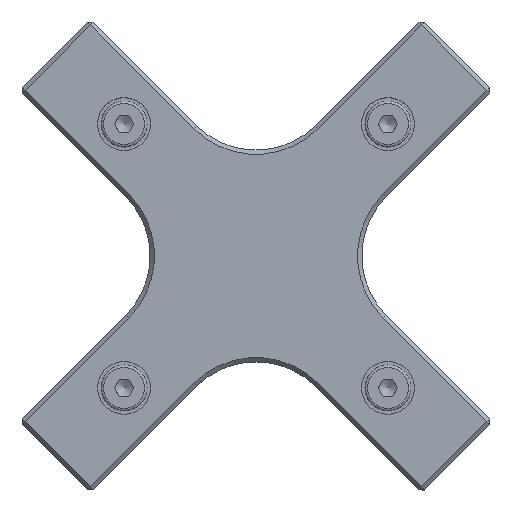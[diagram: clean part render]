
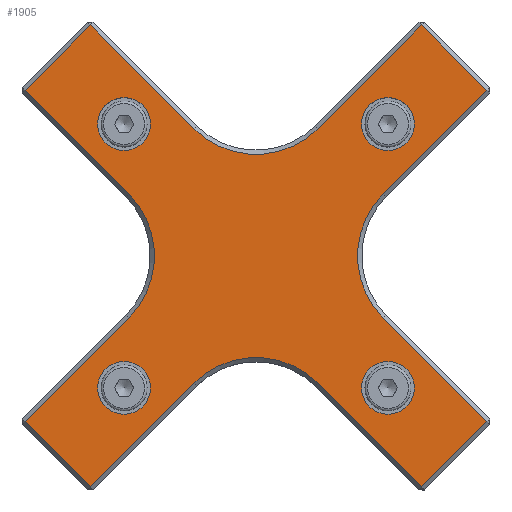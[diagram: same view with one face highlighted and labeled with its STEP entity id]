
A CAD part, top view. The second image highlights one B-rep face of the part: STEP entity #1905.
In plain terms, the highlighted planar face has unit normal (0, 0, 1).
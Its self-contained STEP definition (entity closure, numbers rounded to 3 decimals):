
#86=FACE_BOUND('',#385,.T.);
#87=FACE_BOUND('',#386,.T.);
#88=FACE_BOUND('',#387,.T.);
#89=FACE_BOUND('',#388,.T.);
#160=PLANE('',#2156);
#261=FACE_OUTER_BOUND('',#384,.T.);
#384=EDGE_LOOP('',(#1637,#1638,#1639,#1640,#1641,#1642,#1643,#1644,#1645,
#1646,#1647,#1648,#1649,#1650,#1651,#1652));
#385=EDGE_LOOP('',(#1653,#1654));
#386=EDGE_LOOP('',(#1655,#1656));
#387=EDGE_LOOP('',(#1657,#1658));
#388=EDGE_LOOP('',(#1659,#1660));
#451=CIRCLE('',#2068,3.15);
#452=CIRCLE('',#2069,3.15);
#456=CIRCLE('',#2076,3.15);
#457=CIRCLE('',#2077,3.15);
#461=CIRCLE('',#2084,3.15);
#462=CIRCLE('',#2085,3.15);
#466=CIRCLE('',#2092,3.15);
#467=CIRCLE('',#2093,3.15);
#468=CIRCLE('',#2121,10.5);
#469=CIRCLE('',#2129,10.5);
#471=CIRCLE('',#2138,10.5);
#473=CIRCLE('',#2146,10.5);
#612=LINE('',#3139,#787);
#614=LINE('',#3145,#789);
#615=LINE('',#3147,#790);
#621=LINE('',#3158,#796);
#624=LINE('',#3165,#799);
#625=LINE('',#3167,#800);
#630=LINE('',#3175,#805);
#633=LINE('',#3181,#808);
#637=LINE('',#3191,#812);
#643=LINE('',#3203,#818);
#646=LINE('',#3211,#821);
#647=LINE('',#3213,#822);
#787=VECTOR('',#2541,10.);
#789=VECTOR('',#2549,10.);
#790=VECTOR('',#2552,10.);
#796=VECTOR('',#2566,10.);
#799=VECTOR('',#2575,10.);
#800=VECTOR('',#2578,10.);
#805=VECTOR('',#2589,10.);
#808=VECTOR('',#2594,10.);
#812=VECTOR('',#2606,10.);
#818=VECTOR('',#2620,10.);
#821=VECTOR('',#2631,10.);
#822=VECTOR('',#2634,10.);
#913=VERTEX_POINT('',#2977);
#914=VERTEX_POINT('',#2978);
#918=VERTEX_POINT('',#2992);
#919=VERTEX_POINT('',#2993);
#923=VERTEX_POINT('',#3007);
#924=VERTEX_POINT('',#3008);
#928=VERTEX_POINT('',#3022);
#929=VERTEX_POINT('',#3023);
#931=VERTEX_POINT('',#3031);
#936=VERTEX_POINT('',#3044);
#938=VERTEX_POINT('',#3050);
#943=VERTEX_POINT('',#3067);
#946=VERTEX_POINT('',#3074);
#952=VERTEX_POINT('',#3097);
#954=VERTEX_POINT('',#3103);
#959=VERTEX_POINT('',#3121);
#961=VERTEX_POINT('',#3137);
#962=VERTEX_POINT('',#3141);
#963=VERTEX_POINT('',#3156);
#964=VERTEX_POINT('',#3161);
#966=VERTEX_POINT('',#3179);
#968=VERTEX_POINT('',#3186);
#970=VERTEX_POINT('',#3201);
#971=VERTEX_POINT('',#3207);
#1091=EDGE_CURVE('',#913,#914,#451,.T.);
#1092=EDGE_CURVE('',#914,#913,#452,.T.);
#1098=EDGE_CURVE('',#918,#919,#456,.T.);
#1099=EDGE_CURVE('',#919,#918,#457,.T.);
#1105=EDGE_CURVE('',#923,#924,#461,.T.);
#1106=EDGE_CURVE('',#924,#923,#462,.T.);
#1112=EDGE_CURVE('',#928,#929,#466,.T.);
#1113=EDGE_CURVE('',#929,#928,#467,.T.);
#1169=EDGE_CURVE('',#961,#959,#612,.T.);
#1171=EDGE_CURVE('',#962,#961,#468,.T.);
#1172=EDGE_CURVE('',#952,#962,#614,.T.);
#1173=EDGE_CURVE('',#959,#954,#615,.T.);
#1179=EDGE_CURVE('',#963,#946,#621,.T.);
#1182=EDGE_CURVE('',#964,#963,#469,.T.);
#1183=EDGE_CURVE('',#954,#964,#624,.T.);
#1184=EDGE_CURVE('',#943,#952,#625,.T.);
#1189=EDGE_CURVE('',#946,#938,#630,.T.);
#1192=EDGE_CURVE('',#966,#943,#633,.T.);
#1196=EDGE_CURVE('',#968,#966,#471,.T.);
#1198=EDGE_CURVE('',#936,#968,#637,.T.);
#1204=EDGE_CURVE('',#970,#931,#643,.T.);
#1208=EDGE_CURVE('',#971,#970,#473,.T.);
#1209=EDGE_CURVE('',#938,#971,#646,.T.);
#1210=EDGE_CURVE('',#931,#936,#647,.T.);
#1637=ORIENTED_EDGE('',*,*,#1204,.F.);
#1638=ORIENTED_EDGE('',*,*,#1208,.F.);
#1639=ORIENTED_EDGE('',*,*,#1209,.F.);
#1640=ORIENTED_EDGE('',*,*,#1189,.F.);
#1641=ORIENTED_EDGE('',*,*,#1179,.F.);
#1642=ORIENTED_EDGE('',*,*,#1182,.F.);
#1643=ORIENTED_EDGE('',*,*,#1183,.F.);
#1644=ORIENTED_EDGE('',*,*,#1173,.F.);
#1645=ORIENTED_EDGE('',*,*,#1169,.F.);
#1646=ORIENTED_EDGE('',*,*,#1171,.F.);
#1647=ORIENTED_EDGE('',*,*,#1172,.F.);
#1648=ORIENTED_EDGE('',*,*,#1184,.F.);
#1649=ORIENTED_EDGE('',*,*,#1192,.F.);
#1650=ORIENTED_EDGE('',*,*,#1196,.F.);
#1651=ORIENTED_EDGE('',*,*,#1198,.F.);
#1652=ORIENTED_EDGE('',*,*,#1210,.F.);
#1653=ORIENTED_EDGE('',*,*,#1091,.T.);
#1654=ORIENTED_EDGE('',*,*,#1092,.T.);
#1655=ORIENTED_EDGE('',*,*,#1098,.T.);
#1656=ORIENTED_EDGE('',*,*,#1099,.T.);
#1657=ORIENTED_EDGE('',*,*,#1105,.T.);
#1658=ORIENTED_EDGE('',*,*,#1106,.T.);
#1659=ORIENTED_EDGE('',*,*,#1112,.T.);
#1660=ORIENTED_EDGE('',*,*,#1113,.T.);
#1905=ADVANCED_FACE('',(#261,#86,#87,#88,#89),#160,.T.);
#2068=AXIS2_PLACEMENT_3D('',#2979,#2376,#2377);
#2069=AXIS2_PLACEMENT_3D('',#2980,#2378,#2379);
#2076=AXIS2_PLACEMENT_3D('',#2994,#2394,#2395);
#2077=AXIS2_PLACEMENT_3D('',#2995,#2396,#2397);
#2084=AXIS2_PLACEMENT_3D('',#3009,#2412,#2413);
#2085=AXIS2_PLACEMENT_3D('',#3010,#2414,#2415);
#2092=AXIS2_PLACEMENT_3D('',#3024,#2430,#2431);
#2093=AXIS2_PLACEMENT_3D('',#3025,#2432,#2433);
#2121=AXIS2_PLACEMENT_3D('',#3143,#2545,#2546);
#2129=AXIS2_PLACEMENT_3D('',#3163,#2571,#2572);
#2138=AXIS2_PLACEMENT_3D('',#3188,#2601,#2602);
#2146=AXIS2_PLACEMENT_3D('',#3209,#2627,#2628);
#2156=AXIS2_PLACEMENT_3D('',#3226,#2654,#2655);
#2376=DIRECTION('center_axis',(0.,0.,-1.));
#2377=DIRECTION('ref_axis',(1.,0.,0.));
#2378=DIRECTION('center_axis',(0.,0.,-1.));
#2379=DIRECTION('ref_axis',(1.,0.,0.));
#2394=DIRECTION('center_axis',(0.,0.,-1.));
#2395=DIRECTION('ref_axis',(1.,0.,0.));
#2396=DIRECTION('center_axis',(0.,0.,-1.));
#2397=DIRECTION('ref_axis',(1.,0.,0.));
#2412=DIRECTION('center_axis',(0.,0.,-1.));
#2413=DIRECTION('ref_axis',(1.,0.,0.));
#2414=DIRECTION('center_axis',(0.,0.,-1.));
#2415=DIRECTION('ref_axis',(1.,0.,0.));
#2430=DIRECTION('center_axis',(0.,0.,-1.));
#2431=DIRECTION('ref_axis',(1.,0.,0.));
#2432=DIRECTION('center_axis',(0.,0.,-1.));
#2433=DIRECTION('ref_axis',(1.,0.,0.));
#2541=DIRECTION('',(-0.707,0.707,0.));
#2545=DIRECTION('center_axis',(0.,0.,1.));
#2546=DIRECTION('ref_axis',(1.,0.,0.));
#2549=DIRECTION('',(0.707,0.707,0.));
#2552=DIRECTION('',(0.707,0.707,0.));
#2566=DIRECTION('',(0.707,0.707,0.));
#2571=DIRECTION('center_axis',(0.,0.,1.));
#2572=DIRECTION('ref_axis',(0.,-1.,0.));
#2575=DIRECTION('',(0.707,-0.707,0.));
#2578=DIRECTION('',(-0.707,0.707,0.));
#2589=DIRECTION('',(0.707,-0.707,0.));
#2594=DIRECTION('',(-0.707,-0.707,0.));
#2601=DIRECTION('center_axis',(0.,0.,1.));
#2602=DIRECTION('ref_axis',(0.,1.,0.));
#2606=DIRECTION('',(-0.707,0.707,0.));
#2620=DIRECTION('',(0.707,-0.707,0.));
#2627=DIRECTION('center_axis',(0.,0.,1.));
#2628=DIRECTION('ref_axis',(-1.,0.,0.));
#2631=DIRECTION('',(-0.707,-0.707,0.));
#2634=DIRECTION('',(-0.707,-0.707,0.));
#2654=DIRECTION('center_axis',(0.,0.,1.));
#2655=DIRECTION('ref_axis',(1.,0.,0.));
#2977=CARTESIAN_POINT('',(-12.6,-15.75,7.));
#2978=CARTESIAN_POINT('',(-18.9,-15.75,7.));
#2979=CARTESIAN_POINT('Origin',(-15.75,-15.75,7.));
#2980=CARTESIAN_POINT('Origin',(-15.75,-15.75,7.));
#2992=CARTESIAN_POINT('',(18.9,15.75,7.));
#2993=CARTESIAN_POINT('',(12.6,15.75,7.));
#2994=CARTESIAN_POINT('Origin',(15.75,15.75,7.));
#2995=CARTESIAN_POINT('Origin',(15.75,15.75,7.));
#3007=CARTESIAN_POINT('',(18.9,-15.75,7.));
#3008=CARTESIAN_POINT('',(12.6,-15.75,7.));
#3009=CARTESIAN_POINT('Origin',(15.75,-15.75,7.));
#3010=CARTESIAN_POINT('Origin',(15.75,-15.75,7.));
#3022=CARTESIAN_POINT('',(-12.6,15.75,7.));
#3023=CARTESIAN_POINT('',(-18.9,15.75,7.));
#3024=CARTESIAN_POINT('Origin',(-15.75,15.75,7.));
#3025=CARTESIAN_POINT('Origin',(-15.75,15.75,7.));
#3031=CARTESIAN_POINT('',(27.577,-19.799,7.));
#3044=CARTESIAN_POINT('',(19.799,-27.577,7.));
#3050=CARTESIAN_POINT('',(27.577,19.799,7.));
#3067=CARTESIAN_POINT('',(-19.799,-27.577,7.));
#3074=CARTESIAN_POINT('',(19.799,27.577,7.));
#3097=CARTESIAN_POINT('',(-27.577,-19.799,7.));
#3103=CARTESIAN_POINT('',(-19.799,27.577,7.));
#3121=CARTESIAN_POINT('',(-27.577,19.799,7.));
#3137=CARTESIAN_POINT('',(-15.203,7.425,7.));
#3139=CARTESIAN_POINT('',(-15.91,8.132,7.));
#3141=CARTESIAN_POINT('',(-15.203,-7.425,7.));
#3143=CARTESIAN_POINT('Origin',(-22.627,0.,
7.));
#3145=CARTESIAN_POINT('',(0.559,8.337,7.));
#3147=CARTESIAN_POINT('',(-14.997,32.379,7.));
#3156=CARTESIAN_POINT('',(7.425,15.203,7.));
#3158=CARTESIAN_POINT('',(14.701,22.48,7.));
#3161=CARTESIAN_POINT('',(-7.425,15.203,7.));
#3163=CARTESIAN_POINT('Origin',(0.,22.627,7.));
#3165=CARTESIAN_POINT('',(1.768,6.01,7.));
#3167=CARTESIAN_POINT('',(-25.809,-21.567,7.));
#3175=CARTESIAN_POINT('',(25.809,21.567,7.));
#3179=CARTESIAN_POINT('',(-7.425,-15.203,7.));
#3181=CARTESIAN_POINT('',(-1.562,-9.34,7.));
#3186=CARTESIAN_POINT('',(7.425,-15.203,7.));
#3188=CARTESIAN_POINT('Origin',(0.,-22.627,
7.));
#3191=CARTESIAN_POINT('',(-1.768,-6.01,7.));
#3201=CARTESIAN_POINT('',(15.203,-7.425,7.));
#3203=CARTESIAN_POINT('',(15.91,-8.132,7.));
#3207=CARTESIAN_POINT('',(15.203,7.425,7.));
#3209=CARTESIAN_POINT('Origin',(22.627,0.,
7.));
#3211=CARTESIAN_POINT('',(12.58,4.802,7.));
#3213=CARTESIAN_POINT('',(28.136,-19.24,7.));
#3226=CARTESIAN_POINT('Origin',(13.139,13.139,7.));
